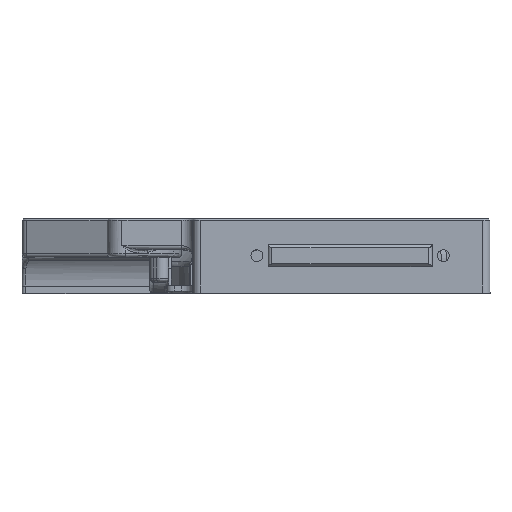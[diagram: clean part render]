
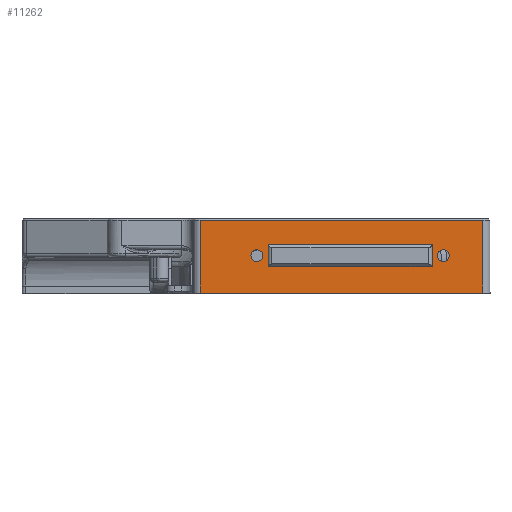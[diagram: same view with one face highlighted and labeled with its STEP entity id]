
A CAD part, top view. The second image highlights one B-rep face of the part: STEP entity #11262.
In plain terms, the highlighted planar face has unit normal (0, 0, 1).
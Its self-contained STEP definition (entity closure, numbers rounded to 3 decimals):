
#374=FACE_BOUND('',#1528,.T.);
#375=FACE_BOUND('',#1529,.T.);
#376=FACE_BOUND('',#1530,.T.);
#471=PLANE('',#12146);
#847=FACE_OUTER_BOUND('',#1527,.T.);
#1527=EDGE_LOOP('',(#8347,#8348,#8349,#8350));
#1528=EDGE_LOOP('',(#8351));
#1529=EDGE_LOOP('',(#8352,#8353,#8354,#8355));
#1530=EDGE_LOOP('',(#8356));
#2397=LINE('',#17433,#3463);
#2401=LINE('',#17445,#3467);
#2431=LINE('',#17527,#3497);
#2432=LINE('',#17529,#3498);
#2433=LINE('',#17534,#3499);
#2434=LINE('',#17536,#3500);
#2435=LINE('',#17538,#3501);
#2436=LINE('',#17539,#3502);
#3463=VECTOR('',#13814,10.);
#3467=VECTOR('',#13824,10.);
#3497=VECTOR('',#13920,10.);
#3498=VECTOR('',#13923,10.);
#3499=VECTOR('',#13926,10.);
#3500=VECTOR('',#13927,10.);
#3501=VECTOR('',#13928,10.);
#3502=VECTOR('',#13929,10.);
#4456=CIRCLE('',#12147,1.6);
#4457=CIRCLE('',#12148,1.6);
#5130=VERTEX_POINT('',#17430);
#5131=VERTEX_POINT('',#17432);
#5135=VERTEX_POINT('',#17442);
#5136=VERTEX_POINT('',#17444);
#5156=VERTEX_POINT('',#17530);
#5157=VERTEX_POINT('',#17532);
#5158=VERTEX_POINT('',#17533);
#5159=VERTEX_POINT('',#17535);
#5160=VERTEX_POINT('',#17537);
#5161=VERTEX_POINT('',#17540);
#6316=EDGE_CURVE('',#5130,#5131,#2397,.T.);
#6322=EDGE_CURVE('',#5135,#5136,#2401,.T.);
#6365=EDGE_CURVE('',#5136,#5130,#2431,.T.);
#6366=EDGE_CURVE('',#5131,#5135,#2432,.T.);
#6367=EDGE_CURVE('',#5156,#5156,#4456,.T.);
#6368=EDGE_CURVE('',#5157,#5158,#2433,.T.);
#6369=EDGE_CURVE('',#5158,#5159,#2434,.T.);
#6370=EDGE_CURVE('',#5159,#5160,#2435,.T.);
#6371=EDGE_CURVE('',#5160,#5157,#2436,.T.);
#6372=EDGE_CURVE('',#5161,#5161,#4457,.T.);
#8347=ORIENTED_EDGE('',*,*,#6322,.F.);
#8348=ORIENTED_EDGE('',*,*,#6366,.F.);
#8349=ORIENTED_EDGE('',*,*,#6316,.F.);
#8350=ORIENTED_EDGE('',*,*,#6365,.F.);
#8351=ORIENTED_EDGE('',*,*,#6367,.T.);
#8352=ORIENTED_EDGE('',*,*,#6368,.T.);
#8353=ORIENTED_EDGE('',*,*,#6369,.T.);
#8354=ORIENTED_EDGE('',*,*,#6370,.T.);
#8355=ORIENTED_EDGE('',*,*,#6371,.T.);
#8356=ORIENTED_EDGE('',*,*,#6372,.T.);
#11262=ADVANCED_FACE('',(#847,#374,#375,#376),#471,.T.);
#12146=AXIS2_PLACEMENT_3D('',#17528,#13921,#13922);
#12147=AXIS2_PLACEMENT_3D('',#17531,#13924,#13925);
#12148=AXIS2_PLACEMENT_3D('',#17541,#13930,#13931);
#13814=DIRECTION('',(-1.,0.,0.));
#13824=DIRECTION('',(1.,0.,0.));
#13920=DIRECTION('',(0.,-1.,0.));
#13921=DIRECTION('center_axis',(0.,0.,
1.));
#13922=DIRECTION('ref_axis',(1.,0.,0.));
#13923=DIRECTION('',(0.,1.,0.));
#13924=DIRECTION('center_axis',(0.,0.,
-1.));
#13925=DIRECTION('ref_axis',(-1.,0.,0.));
#13926=DIRECTION('',(1.,0.,0.));
#13927=DIRECTION('',(0.,-1.,0.));
#13928=DIRECTION('',(-1.,0.,0.));
#13929=DIRECTION('',(0.,1.,0.));
#13930=DIRECTION('center_axis',(0.,0.,
-1.));
#13931=DIRECTION('ref_axis',(-1.,0.,0.));
#17430=CARTESIAN_POINT('',(90.5,-38.,-58.096));
#17432=CARTESIAN_POINT('',(14.8,-38.,-58.096));
#17433=CARTESIAN_POINT('',(69.5,-38.,-58.096));
#17442=CARTESIAN_POINT('',(14.8,-18.5,-58.096));
#17444=CARTESIAN_POINT('',(90.5,-18.5,-58.096));
#17445=CARTESIAN_POINT('',(21.4,-18.5,-58.096));
#17527=CARTESIAN_POINT('',(90.5,-38.,-58.096));
#17528=CARTESIAN_POINT('Origin',(15.8,-38.,-58.096));
#17529=CARTESIAN_POINT('',(14.8,-28.,-58.096));
#17530=CARTESIAN_POINT('',(31.6,-28.,-58.096));
#17531=CARTESIAN_POINT('Origin',(30.,-28.,-58.096));
#17532=CARTESIAN_POINT('',(33.,-25.,-58.096));
#17533=CARTESIAN_POINT('',(77.,-25.,-58.096));
#17534=CARTESIAN_POINT('',(33.9,-25.,-58.096));
#17535=CARTESIAN_POINT('',(77.,-31.,-58.096));
#17536=CARTESIAN_POINT('',(77.,-34.5,-58.096));
#17537=CARTESIAN_POINT('',(33.,-31.,-58.096));
#17538=CARTESIAN_POINT('',(24.4,-31.,-58.096));
#17539=CARTESIAN_POINT('',(33.,-31.5,-58.096));
#17540=CARTESIAN_POINT('',(81.6,-28.,-58.096));
#17541=CARTESIAN_POINT('Origin',(80.,-28.,-58.096));
